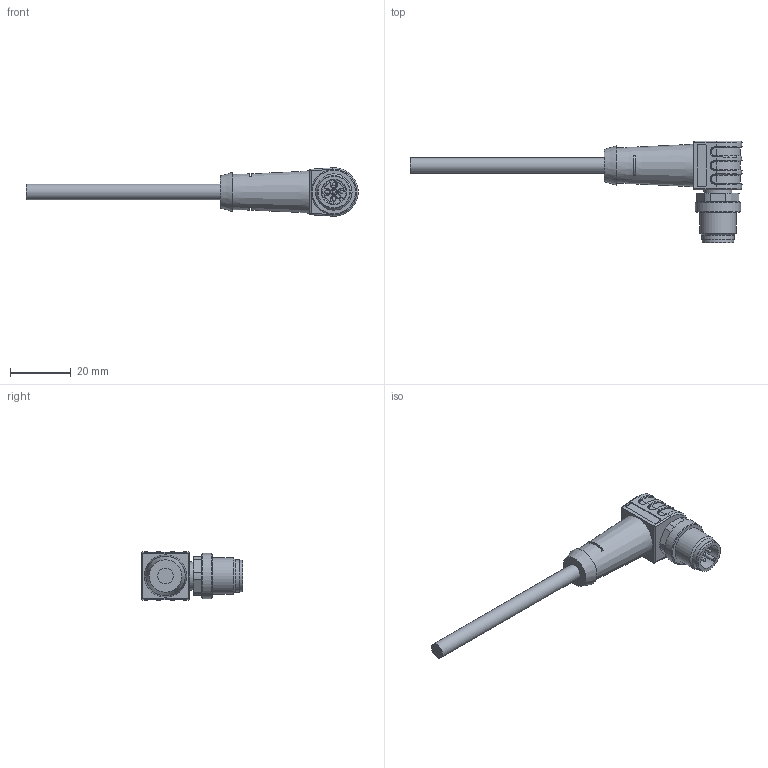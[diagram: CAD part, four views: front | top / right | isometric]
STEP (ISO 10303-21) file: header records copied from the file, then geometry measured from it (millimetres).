
FILE_DESCRIPTION(/* description */ (''),/* implementation_level */ '2;1');
FILE_NAME(/* name */ 'AL-WWASS4_5.stp',/* time_stamp */ '2015-06-29T15:24:41+02:00',/* author */ ('ESCHA Bauelemente GmbH'),/* organization */ ('ESCHA Bauelemente GmbH'),/* preprocessor_version */ 'ST-DEVELOPER v14',/* originating_system */ 'SIEMENS PLM Software NX 8.0',/* authorisation */ '');
FILE_SCHEMA (('AP203_CONFIGURATION_CONTROLLED_3D_DESIGN_OF_MECHANICAL_PARTS_AND_ASSEMBLIES_MIM_LF { 1 0 10303 403 2 1 2}'));
Length unit declared in the file: millimetre
Products named in the file (1): AL-WAKS5-AL-WASS5
Bounding box: 109.67 x 33.5 x 15.97 mm (x, y, z)
Volume: 10224.3 mm3; surface area: 4900.6 mm2
Topology: 1 solids, 1 shells, 272 faces, 679 edges, 423 vertices
Faces by surface type: cylinder 95, plane 94, torus 36, extrusion 25, cone 11, bspline 6, sphere 5
Full cylindrical faces by diameter (mm): 1 x5, 2 x1, 5.2 x1, 8.3 x1, 9.3 x1, 10.5 x1, 10.8 x1, 12 x1, 15 x1
Entity records: 8229 total; most frequent: CARTESIAN_POINT 1845, DIRECTION 1327, ORIENTED_EDGE 1266, EDGE_CURVE 633, AXIS2_PLACEMENT_3D 495, VERTEX_POINT 406, VECTOR 337, EDGE_LOOP 315
